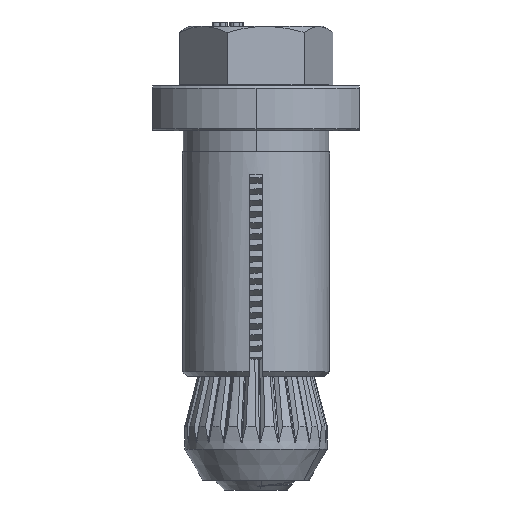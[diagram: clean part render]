
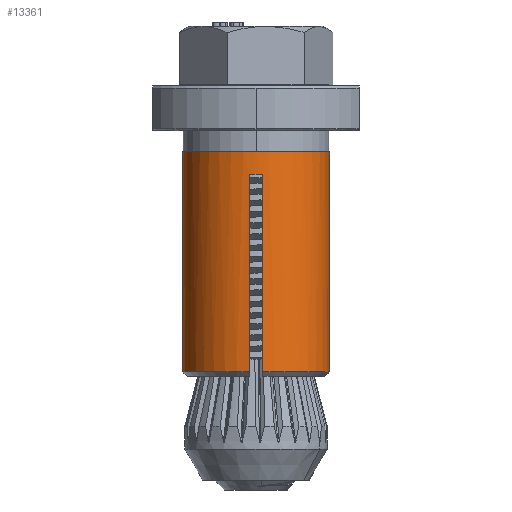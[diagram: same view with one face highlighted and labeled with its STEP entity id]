
A CAD part, front view. The second image highlights one B-rep face of the part: STEP entity #13361.
In plain terms, the highlighted cylindrical face has radius 16.375 mm (diameter 32.75 mm), a partial arc.
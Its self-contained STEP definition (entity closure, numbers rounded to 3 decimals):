
#2013 = LINE ( 'NONE', #2059, #2058 ) ;
#2036 = DIRECTION ( 'NONE',  ( 0., 0., 1. ) ) ;
#2037 = VECTOR ( 'NONE', #2036, 1000. ) ;
#2039 = CARTESIAN_POINT ( 'NONE',  ( -16.375, 0., 0. ) ) ;
#2040 = LINE ( 'NONE', #2039, #2037 ) ;
#2057 = DIRECTION ( 'NONE',  ( 0., 0., 1. ) ) ;
#2058 = VECTOR ( 'NONE', #2057, 1000. ) ;
#2059 = CARTESIAN_POINT ( 'NONE',  ( 16.375, 0., 0. ) ) ;
#2357 = DIRECTION ( 'NONE',  ( 1., 0., 0. ) ) ;
#2358 = DIRECTION ( 'NONE',  ( 0., 0., 1. ) ) ;
#2359 = CARTESIAN_POINT ( 'NONE',  ( 0., 0., -49. ) ) ;
#2360 = AXIS2_PLACEMENT_3D ( 'NONE', #2359, #2358, #2357 ) ;
#2361 = CIRCLE ( 'NONE', #2360, 16.375 ) ;
#2362 = CARTESIAN_POINT ( 'NONE',  ( 16.306, -1.5, -49. ) ) ;
#2367 = CARTESIAN_POINT ( 'NONE',  ( 1.5, -16.306, -49. ) ) ;
#3732 = DIRECTION ( 'NONE',  ( 1., 0., 0. ) ) ;
#3733 = DIRECTION ( 'NONE',  ( 0., 0., 1. ) ) ;
#3734 = CARTESIAN_POINT ( 'NONE',  ( 0., 0., 0. ) ) ;
#3735 = AXIS2_PLACEMENT_3D ( 'NONE', #3734, #3733, #3732 ) ;
#3736 = CIRCLE ( 'NONE', #3735, 16.375 ) ;
#4630 = DIRECTION ( 'NONE',  ( 0., 0., 1. ) ) ;
#4632 = VECTOR ( 'NONE', #4630, 1000. ) ;
#4633 = CARTESIAN_POINT ( 'NONE',  ( 16.306, -1.5, 0. ) ) ;
#4637 = LINE ( 'NONE', #4633, #4632 ) ;
#4641 = DIRECTION ( 'NONE',  ( -1., 0., 0. ) ) ;
#4642 = DIRECTION ( 'NONE',  ( 0., 0., -1. ) ) ;
#4644 = CARTESIAN_POINT ( 'NONE',  ( 0., 0., -5. ) ) ;
#4645 = AXIS2_PLACEMENT_3D ( 'NONE', #4644, #4642, #4641 ) ;
#4646 = CIRCLE ( 'NONE', #4645, 16.375 ) ;
#4648 = DIRECTION ( 'NONE',  ( 0., 0., -1. ) ) ;
#4650 = VECTOR ( 'NONE', #4648, 1000. ) ;
#4651 = CARTESIAN_POINT ( 'NONE',  ( -16.306, -1.5, 0. ) ) ;
#4652 = LINE ( 'NONE', #4651, #4650 ) ;
#6600 = CARTESIAN_POINT ( 'NONE',  ( -16.306, -1.5, -5. ) ) ;
#6673 = CYLINDRICAL_SURFACE ( 'NONE', #6679, 16.375 ) ;
#6678 = CARTESIAN_POINT ( 'NONE',  ( 0., 0., 0. ) ) ;
#6679 = AXIS2_PLACEMENT_3D ( 'NONE', #6678, #6726, #6725 ) ;
#6681 = FACE_OUTER_BOUND ( 'NONE', #13343, .T. ) ;
#6704 = DIRECTION ( 'NONE',  ( 1., 0., 0. ) ) ;
#6705 = DIRECTION ( 'NONE',  ( 0., 0., 1. ) ) ;
#6706 = AXIS2_PLACEMENT_3D ( 'NONE', #6713, #6705, #6704 ) ;
#6707 = CIRCLE ( 'NONE', #6706, 16.375 ) ;
#6708 = CARTESIAN_POINT ( 'NONE',  ( -16.306, -1.5, -49. ) ) ;
#6713 = CARTESIAN_POINT ( 'NONE',  ( 0., 0., -49. ) ) ;
#6725 = DIRECTION ( 'NONE',  ( 1., 0., 0. ) ) ;
#6726 = DIRECTION ( 'NONE',  ( 0., 0., 1. ) ) ;
#6729 = CARTESIAN_POINT ( 'NONE',  ( -1.5, -16.306, -5. ) ) ;
#6737 = CARTESIAN_POINT ( 'NONE',  ( 1.5, -16.306, -5. ) ) ;
#6749 = CARTESIAN_POINT ( 'NONE',  ( 16.306, -1.5, -5. ) ) ;
#6750 = DIRECTION ( 'NONE',  ( 0., 0., -1. ) ) ;
#6751 = VECTOR ( 'NONE', #6750, 1000. ) ;
#6752 = CARTESIAN_POINT ( 'NONE',  ( 1.5, -16.306, 0. ) ) ;
#6753 = LINE ( 'NONE', #6752, #6751 ) ;
#6754 = CARTESIAN_POINT ( 'NONE',  ( -1.5, -16.306, -49. ) ) ;
#6766 = DIRECTION ( 'NONE',  ( 1., 0., 0. ) ) ;
#6767 = DIRECTION ( 'NONE',  ( 0., 0., 1. ) ) ;
#6768 = AXIS2_PLACEMENT_3D ( 'NONE', #6775, #6767, #6766 ) ;
#6769 = CIRCLE ( 'NONE', #6768, 16.375 ) ;
#6775 = CARTESIAN_POINT ( 'NONE',  ( 0., 0., -5. ) ) ;
#6796 = DIRECTION ( 'NONE',  ( 0., 0., 1. ) ) ;
#6797 = VECTOR ( 'NONE', #6796, 1000. ) ;
#6798 = CARTESIAN_POINT ( 'NONE',  ( -1.5, -16.306, 0. ) ) ;
#6807 = LINE ( 'NONE', #6798, #6797 ) ;
#7697 = CARTESIAN_POINT ( 'NONE',  ( 16.375, 0., -5. ) ) ;
#7698 = CARTESIAN_POINT ( 'NONE',  ( -16.375, 0., -5. ) ) ;
#9442 = CARTESIAN_POINT ( 'NONE',  ( -16.375, 0., 0. ) ) ;
#12340 = VERTEX_POINT ( 'NONE', #6600 ) ;
#12599 = CARTESIAN_POINT ( 'NONE',  ( 16.375, 0., 0. ) ) ;
#12776 = ORIENTED_EDGE ( 'NONE', *, *, #13137, .F. ) ;
#13137 = EDGE_CURVE ( 'NONE', #12340, #13862, #20831, .T. ) ;
#13320 = ORIENTED_EDGE ( 'NONE', *, *, #19554, .F. ) ;
#13343 = EDGE_LOOP ( 'NONE', ( #13320, #12776, #22442, #13468, #13469, #13457, #13410, #13427, #22453, #22446, #22447, #22448 ) ) ;
#13361 = ADVANCED_FACE ( 'NONE', ( #6681 ), #6673, .T. ) ;
#13401 = EDGE_CURVE ( 'NONE', #13404, #13413, #6707, .T. ) ;
#13404 = VERTEX_POINT ( 'NONE', #6708 ) ;
#13410 = ORIENTED_EDGE ( 'NONE', *, *, #13416, .T. ) ;
#13413 = VERTEX_POINT ( 'NONE', #6754 ) ;
#13416 = EDGE_CURVE ( 'NONE', #13444, #20995, #6753, .T. ) ;
#13419 = VERTEX_POINT ( 'NONE', #6749 ) ;
#13427 = ORIENTED_EDGE ( 'NONE', *, *, #20998, .T. ) ;
#13444 = VERTEX_POINT ( 'NONE', #6737 ) ;
#13454 = VERTEX_POINT ( 'NONE', #6729 ) ;
#13457 = ORIENTED_EDGE ( 'NONE', *, *, #13458, .T. ) ;
#13458 = EDGE_CURVE ( 'NONE', #13454, #13444, #6769, .T. ) ;
#13468 = ORIENTED_EDGE ( 'NONE', *, *, #13401, .T. ) ;
#13469 = ORIENTED_EDGE ( 'NONE', *, *, #13471, .T. ) ;
#13471 = EDGE_CURVE ( 'NONE', #13413, #13454, #6807, .T. ) ;
#13862 = VERTEX_POINT ( 'NONE', #7698 ) ;
#13863 = VERTEX_POINT ( 'NONE', #7697 ) ;
#14443 = VERTEX_POINT ( 'NONE', #9442 ) ;
#15740 = VERTEX_POINT ( 'NONE', #12599 ) ;
#19554 = EDGE_CURVE ( 'NONE', #13862, #14443, #2040, .T. ) ;
#20405 = DIRECTION ( 'NONE',  ( -1., 0., 0. ) ) ;
#20406 = DIRECTION ( 'NONE',  ( 0., 0., -1. ) ) ;
#20409 = CARTESIAN_POINT ( 'NONE',  ( 0., 0., -5. ) ) ;
#20556 = EDGE_CURVE ( 'NONE', #13863, #15740, #2013, .T. ) ;
#20830 = AXIS2_PLACEMENT_3D ( 'NONE', #20409, #20406, #20405 ) ;
#20831 = CIRCLE ( 'NONE', #20830, 16.375 ) ;
#20995 = VERTEX_POINT ( 'NONE', #2367 ) ;
#20997 = VERTEX_POINT ( 'NONE', #2362 ) ;
#20998 = EDGE_CURVE ( 'NONE', #20995, #20997, #2361, .T. ) ;
#21865 = EDGE_CURVE ( 'NONE', #14443, #15740, #3736, .T. ) ;
#22441 = EDGE_CURVE ( 'NONE', #12340, #13404, #4652, .T. ) ;
#22442 = ORIENTED_EDGE ( 'NONE', *, *, #22441, .T. ) ;
#22444 = EDGE_CURVE ( 'NONE', #13863, #13419, #4646, .T. ) ;
#22446 = ORIENTED_EDGE ( 'NONE', *, *, #22444, .F. ) ;
#22447 = ORIENTED_EDGE ( 'NONE', *, *, #20556, .T. ) ;
#22448 = ORIENTED_EDGE ( 'NONE', *, *, #21865, .F. ) ;
#22453 = ORIENTED_EDGE ( 'NONE', *, *, #22454, .T. ) ;
#22454 = EDGE_CURVE ( 'NONE', #20997, #13419, #4637, .T. ) ;
